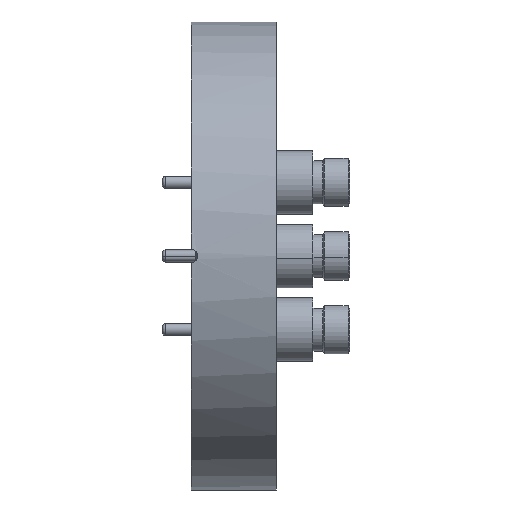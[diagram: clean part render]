
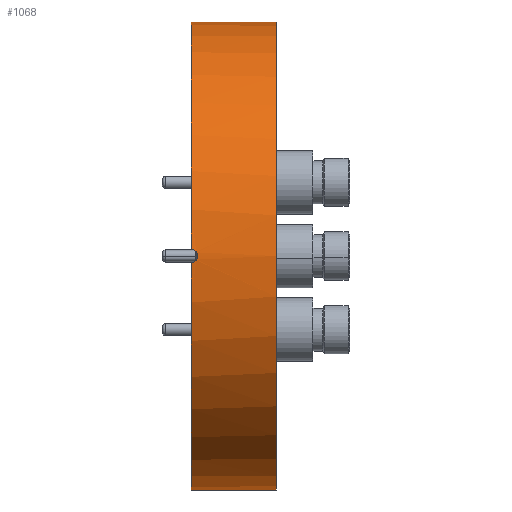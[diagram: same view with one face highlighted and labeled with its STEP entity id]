
A CAD part, left-side view. The second image highlights one B-rep face of the part: STEP entity #1068.
In plain terms, the highlighted cylindrical face has radius 34.95 mm (diameter 69.9 mm), a partial arc.
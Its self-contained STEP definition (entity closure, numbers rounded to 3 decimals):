
#78 = CARTESIAN_POINT ( 'NONE',  ( -34.95, -1., 0.131 ) ) ;
#110 = DIRECTION ( 'NONE',  ( 0., 0., 1. ) ) ;
#130 = ORIENTED_EDGE ( 'NONE', *, *, #1428, .T. ) ;
#147 = DIRECTION ( 'NONE',  ( 0., 1., 0. ) ) ;
#151 = VECTOR ( 'NONE', #1137, 1000. ) ;
#173 = VECTOR ( 'NONE', #2152, 1000. ) ;
#191 = VERTEX_POINT ( 'NONE', #203 ) ;
#203 = CARTESIAN_POINT ( 'NONE',  ( -34.936, 0., -1. ) ) ;
#245 = LINE ( 'NONE', #631, #173 ) ;
#268 = CARTESIAN_POINT ( 'NONE',  ( -34.949, -0.974, -0.261 ) ) ;
#278 = VERTEX_POINT ( 'NONE', #1001 ) ;
#285 = B_SPLINE_CURVE_WITH_KNOTS ( 'NONE', 3,
 ( #1399, #647, #1970, #833, #2162, #1027, #2345, #1217, #78, #1406, #268, #1597, #464, #1786, #653, #1981 ),
 .UNSPECIFIED., .F., .F.,
 ( 4, 2, 2, 2, 2, 2, 2, 4 ),
 ( 0., 0., 0.001, 0.001, 0.002, 0.002, 0.002, 0.003 ),
 .UNSPECIFIED. ) ;
#326 = ORIENTED_EDGE ( 'NONE', *, *, #2395, .F. ) ;
#415 = EDGE_CURVE ( 'NONE', #278, #1877, #1647, .T. ) ;
#464 = CARTESIAN_POINT ( 'NONE',  ( -34.945, -0.801, -0.613 ) ) ;
#502 = DIRECTION ( 'NONE',  ( 0., 1., 0. ) ) ;
#532 = CARTESIAN_POINT ( 'NONE',  ( 0., -12.7, 0. ) ) ;
#631 = CARTESIAN_POINT ( 'NONE',  ( 0., -12.7, 34.95 ) ) ;
#647 = CARTESIAN_POINT ( 'NONE',  ( -34.936, -0.132, 1. ) ) ;
#653 = CARTESIAN_POINT ( 'NONE',  ( -34.936, -0.264, -1. ) ) ;
#682 = DIRECTION ( 'NONE',  ( 0., 1., 0. ) ) ;
#833 = CARTESIAN_POINT ( 'NONE',  ( -34.939, -0.504, 0.874 ) ) ;
#839 = AXIS2_PLACEMENT_3D ( 'NONE', #532, #147, #1863 ) ;
#848 = EDGE_CURVE ( 'NONE', #278, #2090, #1853, .T. ) ;
#1001 = CARTESIAN_POINT ( 'NONE',  ( 0., -12.7, -34.95 ) ) ;
#1027 = CARTESIAN_POINT ( 'NONE',  ( -34.945, -0.799, 0.615 ) ) ;
#1068 = ADVANCED_FACE ( 'NONE', ( #2434 ), #2293, .T. ) ;
#1137 = DIRECTION ( 'NONE',  ( 0., 1., 0. ) ) ;
#1156 = CARTESIAN_POINT ( 'NONE',  ( -34.936, 0., 1. ) ) ;
#1170 = EDGE_LOOP ( 'NONE', ( #2115, #1352, #1709, #326, #130, #1267 ) ) ;
#1217 = CARTESIAN_POINT ( 'NONE',  ( -34.949, -0.974, 0.263 ) ) ;
#1245 = DIRECTION ( 'NONE',  ( 0., 1., 0. ) ) ;
#1265 = CIRCLE ( 'NONE', #1803, 34.95 ) ;
#1267 = ORIENTED_EDGE ( 'NONE', *, *, #1502, .F. ) ;
#1352 = ORIENTED_EDGE ( 'NONE', *, *, #415, .T. ) ;
#1399 = CARTESIAN_POINT ( 'NONE',  ( -34.936, 0., 1. ) ) ;
#1406 = CARTESIAN_POINT ( 'NONE',  ( -34.95, -1., -0.13 ) ) ;
#1428 = EDGE_CURVE ( 'NONE', #2096, #191, #285, .T. ) ;
#1502 = EDGE_CURVE ( 'NONE', #2090, #191, #1265, .T. ) ;
#1597 = CARTESIAN_POINT ( 'NONE',  ( -34.947, -0.874, -0.503 ) ) ;
#1632 = CARTESIAN_POINT ( 'NONE',  ( 0., -12.7, 0. ) ) ;
#1647 = CIRCLE ( 'NONE', #2033, 34.95 ) ;
#1709 = ORIENTED_EDGE ( 'NONE', *, *, #2231, .T. ) ;
#1781 = CARTESIAN_POINT ( 'NONE',  ( 0., 0., 34.95 ) ) ;
#1786 = CARTESIAN_POINT ( 'NONE',  ( -34.939, -0.521, -0.893 ) ) ;
#1803 = AXIS2_PLACEMENT_3D ( 'NONE', #1810, #682, #2015 ) ;
#1810 = CARTESIAN_POINT ( 'NONE',  ( 0., 0., 0. ) ) ;
#1829 = DIRECTION ( 'NONE',  ( 0., 0., 1. ) ) ;
#1853 = LINE ( 'NONE', #2269, #151 ) ;
#1859 = AXIS2_PLACEMENT_3D ( 'NONE', #2375, #1245, #110 ) ;
#1863 = DIRECTION ( 'NONE',  ( 0., 0., 1. ) ) ;
#1877 = VERTEX_POINT ( 'NONE', #1987 ) ;
#1970 = CARTESIAN_POINT ( 'NONE',  ( -34.936, -0.262, 0.974 ) ) ;
#1981 = CARTESIAN_POINT ( 'NONE',  ( -34.936, 0., -1. ) ) ;
#1987 = CARTESIAN_POINT ( 'NONE',  ( 0., -12.7, 34.95 ) ) ;
#2015 = DIRECTION ( 'NONE',  ( 0., 0., 1. ) ) ;
#2033 = AXIS2_PLACEMENT_3D ( 'NONE', #1632, #502, #1829 ) ;
#2090 = VERTEX_POINT ( 'NONE', #2292 ) ;
#2096 = VERTEX_POINT ( 'NONE', #1156 ) ;
#2115 = ORIENTED_EDGE ( 'NONE', *, *, #848, .F. ) ;
#2152 = DIRECTION ( 'NONE',  ( 0., 1., 0. ) ) ;
#2162 = CARTESIAN_POINT ( 'NONE',  ( -34.941, -0.615, 0.799 ) ) ;
#2231 = EDGE_CURVE ( 'NONE', #1877, #2246, #245, .T. ) ;
#2246 = VERTEX_POINT ( 'NONE', #1781 ) ;
#2269 = CARTESIAN_POINT ( 'NONE',  ( 0., -12.7, -34.95 ) ) ;
#2292 = CARTESIAN_POINT ( 'NONE',  ( 0., 0., -34.95 ) ) ;
#2293 = CYLINDRICAL_SURFACE ( 'NONE', #839, 34.95 ) ;
#2345 = CARTESIAN_POINT ( 'NONE',  ( -34.947, -0.874, 0.503 ) ) ;
#2346 = CIRCLE ( 'NONE', #1859, 34.95 ) ;
#2375 = CARTESIAN_POINT ( 'NONE',  ( 0., 0., 0. ) ) ;
#2395 = EDGE_CURVE ( 'NONE', #2096, #2246, #2346, .T. ) ;
#2434 = FACE_OUTER_BOUND ( 'NONE', #1170, .T. ) ;
